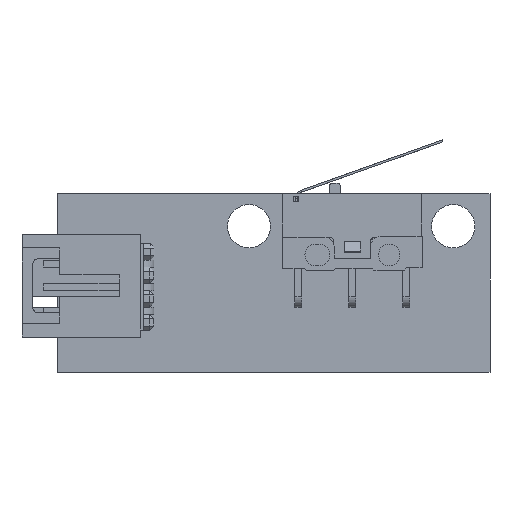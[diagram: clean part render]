
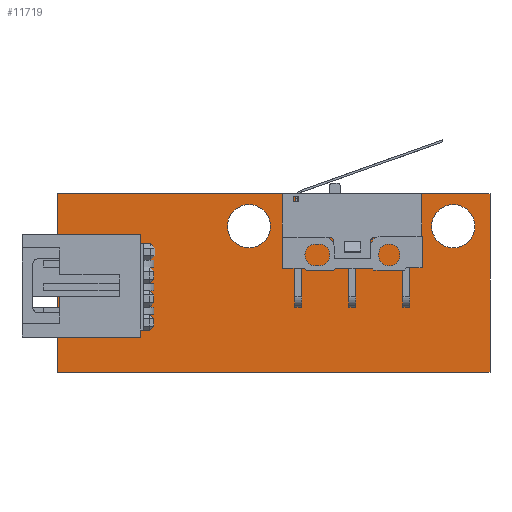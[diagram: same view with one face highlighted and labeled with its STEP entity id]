
A CAD part, front view. The second image highlights one B-rep face of the part: STEP entity #11719.
In plain terms, the highlighted planar face has unit normal (0, -1, 0).
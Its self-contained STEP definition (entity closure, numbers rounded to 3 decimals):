
#11603 = EDGE_CURVE('',#11604,#11606,#11608,.T.);
#11604 = VERTEX_POINT('',#11605);
#11605 = CARTESIAN_POINT('',(0.,0.,0.));
#11606 = VERTEX_POINT('',#11607);
#11607 = CARTESIAN_POINT('',(0.,0.,16.5));
#11608 = SURFACE_CURVE('',#11609,(#11613,#11625),.PCURVE_S1.);
#11609 = LINE('',#11610,#11611);
#11610 = CARTESIAN_POINT('',(0.,0.,0.));
#11611 = VECTOR('',#11612,1.);
#11612 = DIRECTION('',(0.,0.,1.));
#11613 = PCURVE('',#11614,#11619);
#11614 = PLANE('',#11615);
#11615 = AXIS2_PLACEMENT_3D('',#11616,#11617,#11618);
#11616 = CARTESIAN_POINT('',(0.,0.,0.));
#11617 = DIRECTION('',(1.,0.,0.));
#11618 = DIRECTION('',(0.,0.,1.));
#11619 = DEFINITIONAL_REPRESENTATION('',(#11620),#11624);
#11620 = LINE('',#11621,#11622);
#11621 = CARTESIAN_POINT('',(0.,0.));
#11622 = VECTOR('',#11623,1.);
#11623 = DIRECTION('',(1.,0.));
#11624 = ( GEOMETRIC_REPRESENTATION_CONTEXT(2) 
PARAMETRIC_REPRESENTATION_CONTEXT() REPRESENTATION_CONTEXT('2D SPACE',''
  ) );
#11625 = PCURVE('',#11626,#11631);
#11626 = PLANE('',#11627);
#11627 = AXIS2_PLACEMENT_3D('',#11628,#11629,#11630);
#11628 = CARTESIAN_POINT('',(0.,0.,0.));
#11629 = DIRECTION('',(0.,1.,0.));
#11630 = DIRECTION('',(0.,0.,1.));
#11631 = DEFINITIONAL_REPRESENTATION('',(#11632),#11636);
#11632 = LINE('',#11633,#11634);
#11633 = CARTESIAN_POINT('',(0.,0.));
#11634 = VECTOR('',#11635,1.);
#11635 = DIRECTION('',(1.,0.));
#11636 = ( GEOMETRIC_REPRESENTATION_CONTEXT(2) 
PARAMETRIC_REPRESENTATION_CONTEXT() REPRESENTATION_CONTEXT('2D SPACE',''
  ) );
#11654 = PLANE('',#11655);
#11655 = AXIS2_PLACEMENT_3D('',#11656,#11657,#11658);
#11656 = CARTESIAN_POINT('',(0.,0.,0.));
#11657 = DIRECTION('',(0.,0.,1.));
#11658 = DIRECTION('',(1.,0.,0.));
#11708 = PLANE('',#11709);
#11709 = AXIS2_PLACEMENT_3D('',#11710,#11711,#11712);
#11710 = CARTESIAN_POINT('',(0.,0.,16.5));
#11711 = DIRECTION('',(0.,0.,1.));
#11712 = DIRECTION('',(1.,0.,0.));
#11719 = ADVANCED_FACE('',(#11720,#11795,#11830),#11626,.F.);
#11720 = FACE_BOUND('',#11721,.F.);
#11721 = EDGE_LOOP('',(#11722,#11745,#11746,#11769));
#11722 = ORIENTED_EDGE('',*,*,#11723,.F.);
#11723 = EDGE_CURVE('',#11604,#11724,#11726,.T.);
#11724 = VERTEX_POINT('',#11725);
#11725 = CARTESIAN_POINT('',(40.,0.,0.));
#11726 = SURFACE_CURVE('',#11727,(#11731,#11738),.PCURVE_S1.);
#11727 = LINE('',#11728,#11729);
#11728 = CARTESIAN_POINT('',(0.,0.,0.));
#11729 = VECTOR('',#11730,1.);
#11730 = DIRECTION('',(1.,0.,0.));
#11731 = PCURVE('',#11626,#11732);
#11732 = DEFINITIONAL_REPRESENTATION('',(#11733),#11737);
#11733 = LINE('',#11734,#11735);
#11734 = CARTESIAN_POINT('',(0.,0.));
#11735 = VECTOR('',#11736,1.);
#11736 = DIRECTION('',(0.,1.));
#11737 = ( GEOMETRIC_REPRESENTATION_CONTEXT(2) 
PARAMETRIC_REPRESENTATION_CONTEXT() REPRESENTATION_CONTEXT('2D SPACE',''
  ) );
#11738 = PCURVE('',#11654,#11739);
#11739 = DEFINITIONAL_REPRESENTATION('',(#11740),#11744);
#11740 = LINE('',#11741,#11742);
#11741 = CARTESIAN_POINT('',(0.,0.));
#11742 = VECTOR('',#11743,1.);
#11743 = DIRECTION('',(1.,0.));
#11744 = ( GEOMETRIC_REPRESENTATION_CONTEXT(2) 
PARAMETRIC_REPRESENTATION_CONTEXT() REPRESENTATION_CONTEXT('2D SPACE',''
  ) );
#11745 = ORIENTED_EDGE('',*,*,#11603,.T.);
#11746 = ORIENTED_EDGE('',*,*,#11747,.T.);
#11747 = EDGE_CURVE('',#11606,#11748,#11750,.T.);
#11748 = VERTEX_POINT('',#11749);
#11749 = CARTESIAN_POINT('',(40.,0.,16.5));
#11750 = SURFACE_CURVE('',#11751,(#11755,#11762),.PCURVE_S1.);
#11751 = LINE('',#11752,#11753);
#11752 = CARTESIAN_POINT('',(0.,0.,16.5));
#11753 = VECTOR('',#11754,1.);
#11754 = DIRECTION('',(1.,0.,0.));
#11755 = PCURVE('',#11626,#11756);
#11756 = DEFINITIONAL_REPRESENTATION('',(#11757),#11761);
#11757 = LINE('',#11758,#11759);
#11758 = CARTESIAN_POINT('',(16.5,0.));
#11759 = VECTOR('',#11760,1.);
#11760 = DIRECTION('',(0.,1.));
#11761 = ( GEOMETRIC_REPRESENTATION_CONTEXT(2) 
PARAMETRIC_REPRESENTATION_CONTEXT() REPRESENTATION_CONTEXT('2D SPACE',''
  ) );
#11762 = PCURVE('',#11708,#11763);
#11763 = DEFINITIONAL_REPRESENTATION('',(#11764),#11768);
#11764 = LINE('',#11765,#11766);
#11765 = CARTESIAN_POINT('',(0.,0.));
#11766 = VECTOR('',#11767,1.);
#11767 = DIRECTION('',(1.,0.));
#11768 = ( GEOMETRIC_REPRESENTATION_CONTEXT(2) 
PARAMETRIC_REPRESENTATION_CONTEXT() REPRESENTATION_CONTEXT('2D SPACE',''
  ) );
#11769 = ORIENTED_EDGE('',*,*,#11770,.F.);
#11770 = EDGE_CURVE('',#11724,#11748,#11771,.T.);
#11771 = SURFACE_CURVE('',#11772,(#11776,#11783),.PCURVE_S1.);
#11772 = LINE('',#11773,#11774);
#11773 = CARTESIAN_POINT('',(40.,0.,0.));
#11774 = VECTOR('',#11775,1.);
#11775 = DIRECTION('',(0.,0.,1.));
#11776 = PCURVE('',#11626,#11777);
#11777 = DEFINITIONAL_REPRESENTATION('',(#11778),#11782);
#11778 = LINE('',#11779,#11780);
#11779 = CARTESIAN_POINT('',(0.,40.));
#11780 = VECTOR('',#11781,1.);
#11781 = DIRECTION('',(1.,0.));
#11782 = ( GEOMETRIC_REPRESENTATION_CONTEXT(2) 
PARAMETRIC_REPRESENTATION_CONTEXT() REPRESENTATION_CONTEXT('2D SPACE',''
  ) );
#11783 = PCURVE('',#11784,#11789);
#11784 = PLANE('',#11785);
#11785 = AXIS2_PLACEMENT_3D('',#11786,#11787,#11788);
#11786 = CARTESIAN_POINT('',(40.,0.,0.));
#11787 = DIRECTION('',(1.,0.,0.));
#11788 = DIRECTION('',(0.,0.,1.));
#11789 = DEFINITIONAL_REPRESENTATION('',(#11790),#11794);
#11790 = LINE('',#11791,#11792);
#11791 = CARTESIAN_POINT('',(0.,0.));
#11792 = VECTOR('',#11793,1.);
#11793 = DIRECTION('',(1.,0.));
#11794 = ( GEOMETRIC_REPRESENTATION_CONTEXT(2) 
PARAMETRIC_REPRESENTATION_CONTEXT() REPRESENTATION_CONTEXT('2D SPACE',''
  ) );
#11795 = FACE_BOUND('',#11796,.F.);
#11796 = EDGE_LOOP('',(#11797));
#11797 = ORIENTED_EDGE('',*,*,#11798,.T.);
#11798 = EDGE_CURVE('',#11799,#11799,#11801,.T.);
#11799 = VERTEX_POINT('',#11800);
#11800 = CARTESIAN_POINT('',(19.7,0.,13.5));
#11801 = SURFACE_CURVE('',#11802,(#11807,#11818),.PCURVE_S1.);
#11802 = CIRCLE('',#11803,2.);
#11803 = AXIS2_PLACEMENT_3D('',#11804,#11805,#11806);
#11804 = CARTESIAN_POINT('',(17.7,0.,13.5));
#11805 = DIRECTION('',(0.,-1.,0.));
#11806 = DIRECTION('',(1.,0.,0.));
#11807 = PCURVE('',#11626,#11808);
#11808 = DEFINITIONAL_REPRESENTATION('',(#11809),#11817);
#11809 = ( BOUNDED_CURVE() B_SPLINE_CURVE(2,(#11810,#11811,#11812,#11813
    ,#11814,#11815,#11816),.UNSPECIFIED.,.F.,.F.) 
B_SPLINE_CURVE_WITH_KNOTS((1,2,2,2,2,1),(-2.094,0.,
    2.094,4.189,6.283,8.378),
.UNSPECIFIED.) CURVE() GEOMETRIC_REPRESENTATION_ITEM() 
RATIONAL_B_SPLINE_CURVE((1.,0.5,1.,0.5,1.,0.5,1.)) REPRESENTATION_ITEM(
  '') );
#11810 = CARTESIAN_POINT('',(13.5,19.7));
#11811 = CARTESIAN_POINT('',(16.964,19.7));
#11812 = CARTESIAN_POINT('',(15.232,16.7));
#11813 = CARTESIAN_POINT('',(13.5,13.7));
#11814 = CARTESIAN_POINT('',(11.768,16.7));
#11815 = CARTESIAN_POINT('',(10.036,19.7));
#11816 = CARTESIAN_POINT('',(13.5,19.7));
#11817 = ( GEOMETRIC_REPRESENTATION_CONTEXT(2) 
PARAMETRIC_REPRESENTATION_CONTEXT() REPRESENTATION_CONTEXT('2D SPACE',''
  ) );
#11818 = PCURVE('',#11819,#11824);
#11819 = CYLINDRICAL_SURFACE('',#11820,2.);
#11820 = AXIS2_PLACEMENT_3D('',#11821,#11822,#11823);
#11821 = CARTESIAN_POINT('',(17.7,8.,13.5));
#11822 = DIRECTION('',(0.,-1.,0.));
#11823 = DIRECTION('',(1.,0.,0.));
#11824 = DEFINITIONAL_REPRESENTATION('',(#11825),#11829);
#11825 = LINE('',#11826,#11827);
#11826 = CARTESIAN_POINT('',(0.,8.));
#11827 = VECTOR('',#11828,1.);
#11828 = DIRECTION('',(1.,0.));
#11829 = ( GEOMETRIC_REPRESENTATION_CONTEXT(2) 
PARAMETRIC_REPRESENTATION_CONTEXT() REPRESENTATION_CONTEXT('2D SPACE',''
  ) );
#11830 = FACE_BOUND('',#11831,.F.);
#11831 = EDGE_LOOP('',(#11832));
#11832 = ORIENTED_EDGE('',*,*,#11833,.T.);
#11833 = EDGE_CURVE('',#11834,#11834,#11836,.T.);
#11834 = VERTEX_POINT('',#11835);
#11835 = CARTESIAN_POINT('',(38.6,0.,13.5));
#11836 = SURFACE_CURVE('',#11837,(#11842,#11853),.PCURVE_S1.);
#11837 = CIRCLE('',#11838,2.);
#11838 = AXIS2_PLACEMENT_3D('',#11839,#11840,#11841);
#11839 = CARTESIAN_POINT('',(36.6,0.,13.5));
#11840 = DIRECTION('',(0.,-1.,0.));
#11841 = DIRECTION('',(1.,0.,0.));
#11842 = PCURVE('',#11626,#11843);
#11843 = DEFINITIONAL_REPRESENTATION('',(#11844),#11852);
#11844 = ( BOUNDED_CURVE() B_SPLINE_CURVE(2,(#11845,#11846,#11847,#11848
    ,#11849,#11850,#11851),.UNSPECIFIED.,.F.,.F.) 
B_SPLINE_CURVE_WITH_KNOTS((1,2,2,2,2,1),(-2.094,0.,
    2.094,4.189,6.283,8.378),
.UNSPECIFIED.) CURVE() GEOMETRIC_REPRESENTATION_ITEM() 
RATIONAL_B_SPLINE_CURVE((1.,0.5,1.,0.5,1.,0.5,1.)) REPRESENTATION_ITEM(
  '') );
#11845 = CARTESIAN_POINT('',(13.5,38.6));
#11846 = CARTESIAN_POINT('',(16.964,38.6));
#11847 = CARTESIAN_POINT('',(15.232,35.6));
#11848 = CARTESIAN_POINT('',(13.5,32.6));
#11849 = CARTESIAN_POINT('',(11.768,35.6));
#11850 = CARTESIAN_POINT('',(10.036,38.6));
#11851 = CARTESIAN_POINT('',(13.5,38.6));
#11852 = ( GEOMETRIC_REPRESENTATION_CONTEXT(2) 
PARAMETRIC_REPRESENTATION_CONTEXT() REPRESENTATION_CONTEXT('2D SPACE',''
  ) );
#11853 = PCURVE('',#11854,#11859);
#11854 = CYLINDRICAL_SURFACE('',#11855,2.);
#11855 = AXIS2_PLACEMENT_3D('',#11856,#11857,#11858);
#11856 = CARTESIAN_POINT('',(36.6,8.,13.5));
#11857 = DIRECTION('',(0.,-1.,0.));
#11858 = DIRECTION('',(1.,0.,0.));
#11859 = DEFINITIONAL_REPRESENTATION('',(#11860),#11864);
#11860 = LINE('',#11861,#11862);
#11861 = CARTESIAN_POINT('',(0.,8.));
#11862 = VECTOR('',#11863,1.);
#11863 = DIRECTION('',(1.,0.));
#11864 = ( GEOMETRIC_REPRESENTATION_CONTEXT(2) 
PARAMETRIC_REPRESENTATION_CONTEXT() REPRESENTATION_CONTEXT('2D SPACE',''
  ) );
